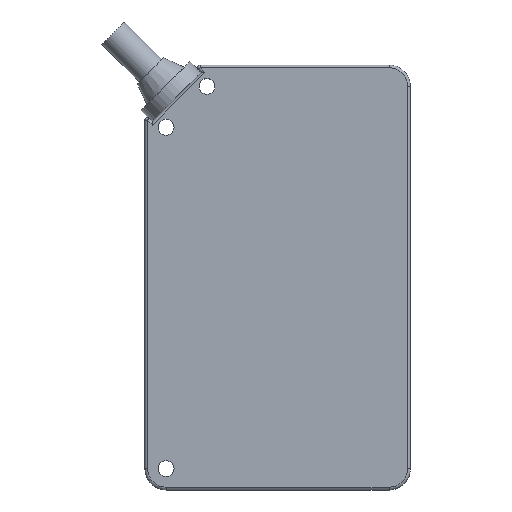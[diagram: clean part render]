
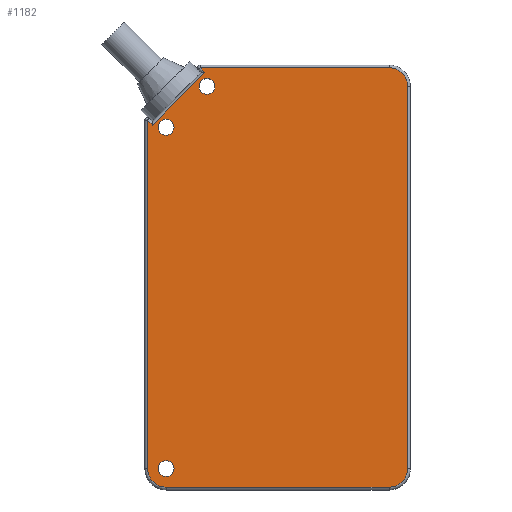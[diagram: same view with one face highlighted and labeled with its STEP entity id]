
A CAD part, top view. The second image highlights one B-rep face of the part: STEP entity #1182.
In plain terms, the highlighted planar face has unit normal (0, 0, 1).
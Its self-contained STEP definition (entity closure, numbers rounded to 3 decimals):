
#154=CARTESIAN_POINT('',(-21.,-36.,11.25));
#155=DIRECTION('',(0.,0.,-1.));
#156=DIRECTION('',(-1.,0.,0.));
#157=AXIS2_PLACEMENT_3D('',#154,#155,#156);
#162=CARTESIAN_POINT('',(-21.,-36.,11.25));
#163=DIRECTION('',(0.,0.,-1.));
#164=DIRECTION('',(1.,0.,0.));
#165=AXIS2_PLACEMENT_3D('',#162,#163,#164);
#170=CARTESIAN_POINT('',(-21.,28.3,11.25));
#171=DIRECTION('',(0.,0.,-1.));
#172=DIRECTION('',(-1.,0.,0.));
#173=AXIS2_PLACEMENT_3D('',#170,#171,#172);
#178=CARTESIAN_POINT('',(-21.,28.3,11.25));
#179=DIRECTION('',(0.,0.,-1.));
#180=DIRECTION('',(1.,0.,0.));
#181=AXIS2_PLACEMENT_3D('',#178,#179,#180);
#186=CARTESIAN_POINT('',(-13.3,36.,11.25));
#187=DIRECTION('',(0.,0.,-1.));
#188=DIRECTION('',(-1.,0.,0.));
#189=AXIS2_PLACEMENT_3D('',#186,#187,#188);
#194=CARTESIAN_POINT('',(-13.3,36.,11.25));
#195=DIRECTION('',(0.,0.,-1.));
#196=DIRECTION('',(1.,0.,0.));
#197=AXIS2_PLACEMENT_3D('',#194,#195,#196);
#202=DIRECTION('',(0.707,-0.707,0.));
#203=VECTOR('',#202,1.293);
#204=CARTESIAN_POINT('',(-14.601,39.5,11.25));
#205=LINE('',#204,#203);
#209=DIRECTION('',(-1.,0.,0.));
#210=VECTOR('',#209,35.601);
#211=CARTESIAN_POINT('',(21.,39.5,11.25));
#212=LINE('',#211,#210);
#216=CARTESIAN_POINT('',(21.,36.,11.25));
#217=DIRECTION('',(0.,0.,1.));
#218=DIRECTION('',(1.,0.,0.));
#219=AXIS2_PLACEMENT_3D('',#216,#217,#218);
#224=DIRECTION('',(0.,1.,0.));
#225=VECTOR('',#224,72.);
#226=CARTESIAN_POINT('',(24.5,-36.,11.25));
#227=LINE('',#226,#225);
#231=CARTESIAN_POINT('',(21.,-36.,11.25));
#232=DIRECTION('',(0.,0.,1.));
#233=DIRECTION('',(0.,-1.,0.));
#234=AXIS2_PLACEMENT_3D('',#231,#232,#233);
#239=DIRECTION('',(1.,0.,0.));
#240=VECTOR('',#239,42.);
#241=CARTESIAN_POINT('',(-21.,-39.5,11.25));
#242=LINE('',#241,#240);
#246=CARTESIAN_POINT('',(-21.,-36.,11.25));
#247=DIRECTION('',(0.,0.,1.));
#248=DIRECTION('',(-1.,0.,0.));
#249=AXIS2_PLACEMENT_3D('',#246,#247,#248);
#254=DIRECTION('',(0.,-1.,0.));
#255=VECTOR('',#254,65.601);
#256=CARTESIAN_POINT('',(-24.5,29.601,11.25));
#257=LINE('',#256,#255);
#261=DIRECTION('',(-0.707,0.707,0.));
#262=VECTOR('',#261,1.293);
#263=CARTESIAN_POINT('',(-23.586,28.686,11.25));
#264=LINE('',#263,#262);
#268=DIRECTION('',(-0.707,-0.707,0.));
#269=VECTOR('',#268,14.);
#270=CARTESIAN_POINT('',(-13.686,38.586,11.25));
#271=LINE('',#270,#269);
#941=CARTESIAN_POINT('',(-22.5,-36.,11.25));
#942=CARTESIAN_POINT('',(-19.5,-36.,11.25));
#943=VERTEX_POINT('',#941);
#944=VERTEX_POINT('',#942);
#945=CARTESIAN_POINT('',(-22.5,28.3,11.25));
#946=CARTESIAN_POINT('',(-19.5,28.3,11.25));
#947=VERTEX_POINT('',#945);
#948=VERTEX_POINT('',#946);
#949=CARTESIAN_POINT('',(-14.8,36.,11.25));
#950=CARTESIAN_POINT('',(-11.8,36.,11.25));
#951=VERTEX_POINT('',#949);
#952=VERTEX_POINT('',#950);
#981=CARTESIAN_POINT('',(-14.601,39.5,11.25));
#982=CARTESIAN_POINT('',(-13.686,38.586,11.25));
#983=VERTEX_POINT('',#981);
#984=VERTEX_POINT('',#982);
#987=CARTESIAN_POINT('',(-23.586,28.686,11.25));
#988=VERTEX_POINT('',#987);
#991=CARTESIAN_POINT('',(-24.5,29.601,11.25));
#992=VERTEX_POINT('',#991);
#1041=CARTESIAN_POINT('',(-24.5,-36.,11.25));
#1042=VERTEX_POINT('',#1041);
#1045=CARTESIAN_POINT('',(-21.,-39.5,11.25));
#1046=VERTEX_POINT('',#1045);
#1049=CARTESIAN_POINT('',(21.,-39.5,11.25));
#1050=VERTEX_POINT('',#1049);
#1053=CARTESIAN_POINT('',(24.5,-36.,11.25));
#1054=VERTEX_POINT('',#1053);
#1057=CARTESIAN_POINT('',(24.5,36.,11.25));
#1058=VERTEX_POINT('',#1057);
#1061=CARTESIAN_POINT('',(21.,39.5,11.25));
#1062=VERTEX_POINT('',#1061);
#1139=CARTESIAN_POINT('',(0.,0.,11.25));
#1140=DIRECTION('',(0.,0.,1.));
#1141=DIRECTION('',(-1.,0.,0.));
#1142=AXIS2_PLACEMENT_3D('',#1139,#1140,#1141);
#1143=PLANE('',#1142);
#1145=ORIENTED_EDGE('',*,*,#1144,.F.);
#1147=ORIENTED_EDGE('',*,*,#1146,.F.);
#1149=ORIENTED_EDGE('',*,*,#1148,.F.);
#1151=ORIENTED_EDGE('',*,*,#1150,.F.);
#1153=ORIENTED_EDGE('',*,*,#1152,.F.);
#1155=ORIENTED_EDGE('',*,*,#1154,.F.);
#1157=ORIENTED_EDGE('',*,*,#1156,.F.);
#1159=ORIENTED_EDGE('',*,*,#1158,.F.);
#1161=ORIENTED_EDGE('',*,*,#1160,.F.);
#1163=ORIENTED_EDGE('',*,*,#1162,.F.);
#1164=EDGE_LOOP('',(#1145,#1147,#1149,#1151,#1153,#1155,#1157,#1159,#1161,
#1163));
#1165=FACE_OUTER_BOUND('',#1164,.F.);
#1166=ORIENTED_EDGE('',*,*,#1119,.F.);
#1167=ORIENTED_EDGE('',*,*,#1133,.F.);
#1168=EDGE_LOOP('',(#1166,#1167));
#1169=FACE_BOUND('',#1168,.F.);
#1171=ORIENTED_EDGE('',*,*,#1170,.F.);
#1173=ORIENTED_EDGE('',*,*,#1172,.F.);
#1174=EDGE_LOOP('',(#1171,#1173));
#1175=FACE_BOUND('',#1174,.F.);
#1177=ORIENTED_EDGE('',*,*,#1176,.F.);
#1179=ORIENTED_EDGE('',*,*,#1178,.F.);
#1180=EDGE_LOOP('',(#1177,#1179));
#1181=FACE_BOUND('',#1180,.F.);
#1182=ADVANCED_FACE('',(#1165,#1169,#1175,#1181),#1143,.T.);
#158=CIRCLE('',#157,1.5);
#166=CIRCLE('',#165,1.5);
#174=CIRCLE('',#173,1.5);
#182=CIRCLE('',#181,1.5);
#190=CIRCLE('',#189,1.5);
#198=CIRCLE('',#197,1.5);
#220=CIRCLE('',#219,3.5);
#235=CIRCLE('',#234,3.5);
#250=CIRCLE('',#249,3.5);
#1119=EDGE_CURVE('',#943,#944,#158,.T.);
#1133=EDGE_CURVE('',#944,#943,#166,.T.);
#1144=EDGE_CURVE('',#983,#984,#205,.T.);
#1146=EDGE_CURVE('',#1062,#983,#212,.T.);
#1148=EDGE_CURVE('',#1058,#1062,#220,.T.);
#1150=EDGE_CURVE('',#1054,#1058,#227,.T.);
#1152=EDGE_CURVE('',#1050,#1054,#235,.T.);
#1154=EDGE_CURVE('',#1046,#1050,#242,.T.);
#1156=EDGE_CURVE('',#1042,#1046,#250,.T.);
#1158=EDGE_CURVE('',#992,#1042,#257,.T.);
#1160=EDGE_CURVE('',#988,#992,#264,.T.);
#1162=EDGE_CURVE('',#984,#988,#271,.T.);
#1170=EDGE_CURVE('',#947,#948,#174,.T.);
#1172=EDGE_CURVE('',#948,#947,#182,.T.);
#1176=EDGE_CURVE('',#951,#952,#190,.T.);
#1178=EDGE_CURVE('',#952,#951,#198,.T.);
